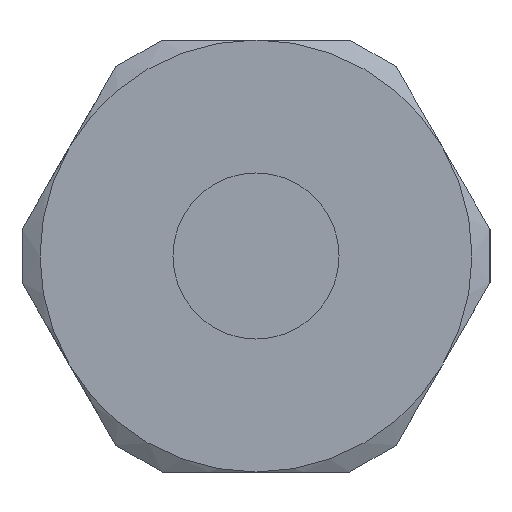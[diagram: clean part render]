
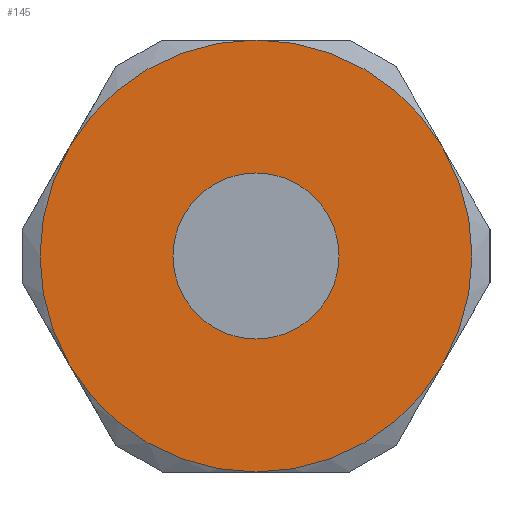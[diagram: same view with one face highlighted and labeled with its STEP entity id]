
A CAD part, left-side view. The second image highlights one B-rep face of the part: STEP entity #145.
In plain terms, the highlighted planar face has unit normal (-1, 0, 0).
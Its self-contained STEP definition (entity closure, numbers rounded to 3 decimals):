
#145 = ADVANCED_FACE( '', ( #303, #304 ), #305, .F. );
#303 = FACE_OUTER_BOUND( '', #489, .T. );
#304 = FACE_BOUND( '', #490, .T. );
#305 = PLANE( '', #491 );
#489 = EDGE_LOOP( '', ( #742, #743, #744, #745, #746, #747 ) );
#490 = EDGE_LOOP( '', ( #748 ) );
#491 = AXIS2_PLACEMENT_3D( '', #749, #750, #751 );
#742 = ORIENTED_EDGE( '', *, *, #1143, .F. );
#743 = ORIENTED_EDGE( '', *, *, #1144, .F. );
#744 = ORIENTED_EDGE( '', *, *, #1072, .F. );
#745 = ORIENTED_EDGE( '', *, *, #1094, .F. );
#746 = ORIENTED_EDGE( '', *, *, #1145, .F. );
#747 = ORIENTED_EDGE( '', *, *, #1099, .F. );
#748 = ORIENTED_EDGE( '', *, *, #1078, .T. );
#749 = CARTESIAN_POINT( '', ( 0., 0., 0. ) );
#750 = DIRECTION( '', ( 1., 0., 0. ) );
#751 = DIRECTION( '', ( 0., 0., -1. ) );
#1072 = EDGE_CURVE( '', #1246, #1247, #1248, .T. );
#1078 = EDGE_CURVE( '', #1257, #1257, #1258, .T. );
#1094 = EDGE_CURVE( '', #1285, #1246, #1286, .T. );
#1099 = EDGE_CURVE( '', #1293, #1263, #1294, .T. );
#1143 = EDGE_CURVE( '', #1367, #1293, #1368, .T. );
#1144 = EDGE_CURVE( '', #1247, #1367, #1369, .T. );
#1145 = EDGE_CURVE( '', #1263, #1285, #1370, .T. );
#1246 = VERTEX_POINT( '', #1516 );
#1247 = VERTEX_POINT( '', #1517 );
#1248 = CIRCLE( '', #1518, 18. );
#1257 = VERTEX_POINT( '', #1540 );
#1258 = CIRCLE( '', #1541, 6.918 );
#1263 = VERTEX_POINT( '', #1547 );
#1285 = VERTEX_POINT( '', #1649 );
#1286 = CIRCLE( '', #1650, 18. );
#1293 = VERTEX_POINT( '', #1674 );
#1294 = CIRCLE( '', #1675, 18. );
#1367 = VERTEX_POINT( '', #1861 );
#1368 = CIRCLE( '', #1862, 18. );
#1369 = CIRCLE( '', #1863, 18. );
#1370 = CIRCLE( '', #1864, 18. );
#1516 = CARTESIAN_POINT( '', ( 0., -15.588, -9. ) );
#1517 = CARTESIAN_POINT( '', ( 0., 0., -18. ) );
#1518 = AXIS2_PLACEMENT_3D( '', #2084, #2085, #2086 );
#1540 = CARTESIAN_POINT( '', ( 0., 0., -6.918 ) );
#1541 = AXIS2_PLACEMENT_3D( '', #2090, #2091, #2092 );
#1547 = CARTESIAN_POINT( '', ( 0., 0., 18. ) );
#1649 = CARTESIAN_POINT( '', ( 0., -15.588, 9. ) );
#1650 = AXIS2_PLACEMENT_3D( '', #2098, #2099, #2100 );
#1674 = CARTESIAN_POINT( '', ( 0., 15.588, 9. ) );
#1675 = AXIS2_PLACEMENT_3D( '', #2101, #2102, #2103 );
#1861 = CARTESIAN_POINT( '', ( 0., 15.588, -9. ) );
#1862 = AXIS2_PLACEMENT_3D( '', #2143, #2144, #2145 );
#1863 = AXIS2_PLACEMENT_3D( '', #2146, #2147, #2148 );
#1864 = AXIS2_PLACEMENT_3D( '', #2149, #2150, #2151 );
#2084 = CARTESIAN_POINT( '', ( 0., 0., 0. ) );
#2085 = DIRECTION( '', ( 1., 0., 0. ) );
#2086 = DIRECTION( '', ( 0., 0., -1. ) );
#2090 = CARTESIAN_POINT( '', ( 0., 0., 0. ) );
#2091 = DIRECTION( '', ( 1., 0., 0. ) );
#2092 = DIRECTION( '', ( 0., 0., -1. ) );
#2098 = CARTESIAN_POINT( '', ( 0., 0., 0. ) );
#2099 = DIRECTION( '', ( 1., 0., 0. ) );
#2100 = DIRECTION( '', ( 0., 0., -1. ) );
#2101 = CARTESIAN_POINT( '', ( 0., 0., 0. ) );
#2102 = DIRECTION( '', ( 1., 0., 0. ) );
#2103 = DIRECTION( '', ( 0., 0., -1. ) );
#2143 = CARTESIAN_POINT( '', ( 0., 0., 0. ) );
#2144 = DIRECTION( '', ( 1., 0., 0. ) );
#2145 = DIRECTION( '', ( 0., 0., -1. ) );
#2146 = CARTESIAN_POINT( '', ( 0., 0., 0. ) );
#2147 = DIRECTION( '', ( 1., 0., 0. ) );
#2148 = DIRECTION( '', ( 0., 0., -1. ) );
#2149 = CARTESIAN_POINT( '', ( 0., 0., 0. ) );
#2150 = DIRECTION( '', ( 1., 0., 0. ) );
#2151 = DIRECTION( '', ( 0., 0., -1. ) );
